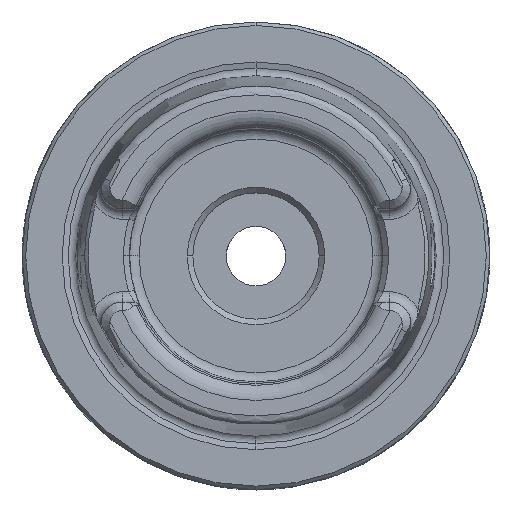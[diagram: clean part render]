
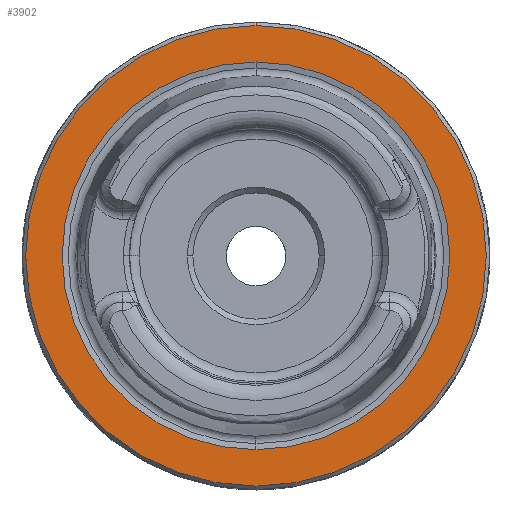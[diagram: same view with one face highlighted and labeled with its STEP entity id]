
A CAD part, top view. The second image highlights one B-rep face of the part: STEP entity #3902.
In plain terms, the highlighted planar face has unit normal (0, 0, 1).
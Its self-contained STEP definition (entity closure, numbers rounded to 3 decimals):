
#1520=EDGE_CURVE('NONE',#2414,#2264,#4431,.T.);
#2264=VERTEX_POINT('NONE',#5262);
#2414=VERTEX_POINT('NONE',#5425);
#2760=VERTEX_POINT('NONE',#5796);
#2952=EDGE_CURVE('NONE',#2264,#2414,#6008,.F.);
#3902=ADVANCED_FACE('NONE',(#7055,#7056),#7057,.F.);
#3970=EDGE_CURVE('NONE',#2760,#4310,#7131,.T.);
#4108=EDGE_CURVE('NONE',#4310,#2760,#7281,.T.);
#4310=VERTEX_POINT('NONE',#7504);
#4431=CIRCLE('',#7744,26.09);
#5262=CARTESIAN_POINT('',(0.,26.09,0.));
#5425=CARTESIAN_POINT('',(0.,-26.09,0.));
#5796=CARTESIAN_POINT('',(0.,-30.995,0.));
#6008=CIRCLE('',#11923,26.09);
#7055=FACE_OUTER_BOUND('',#14759,.T.);
#7056=FACE_BOUND('',#14760,.T.);
#7057=PLANE('',#14761);
#7131=CIRCLE('',#14962,30.995);
#7281=CIRCLE('',#15451,30.995);
#7504=CARTESIAN_POINT('',(0.,30.995,0.));
#7744=AXIS2_PLACEMENT_3D('',#16255,#16256,#16257);
#11923=AXIS2_PLACEMENT_3D('',#18012,#18013,#18014);
#14759=EDGE_LOOP('',(#19192,#19193));
#14760=EDGE_LOOP('',(#19194,#19195));
#14761=AXIS2_PLACEMENT_3D('',#19196,#19197,#19198);
#14962=AXIS2_PLACEMENT_3D('',#19270,#19271,#19272);
#15451=AXIS2_PLACEMENT_3D('',#19426,#19427,#19428);
#16255=CARTESIAN_POINT('',(0.,0.,0.));
#16256=DIRECTION('',(0.0,-0.0,1.0));
#16257=DIRECTION('',(0.,1.0,0.0));
#18012=CARTESIAN_POINT('',(0.,0.,0.));
#18013=DIRECTION('',(0.0,0.0,-1.0));
#18014=DIRECTION('',(0.,1.0,0.0));
#19192=ORIENTED_EDGE('',*,*,#3970,.T.);
#19193=ORIENTED_EDGE('',*,*,#4108,.T.);
#19194=ORIENTED_EDGE('',*,*,#2952,.F.);
#19195=ORIENTED_EDGE('',*,*,#1520,.F.);
#19196=CARTESIAN_POINT('',(0.,-24.796,0.));
#19197=DIRECTION('',(-0.0,0.0,-1.0));
#19198=DIRECTION('',(0.,-1.0,0.0));
#19270=CARTESIAN_POINT('',(0.,0.,0.));
#19271=DIRECTION('',(0.0,0.0,1.0));
#19272=DIRECTION('',(0.,-1.0,0.0));
#19426=CARTESIAN_POINT('',(0.,0.,0.));
#19427=DIRECTION('',(0.0,0.0,1.0));
#19428=DIRECTION('',(0.,-1.0,0.0));
